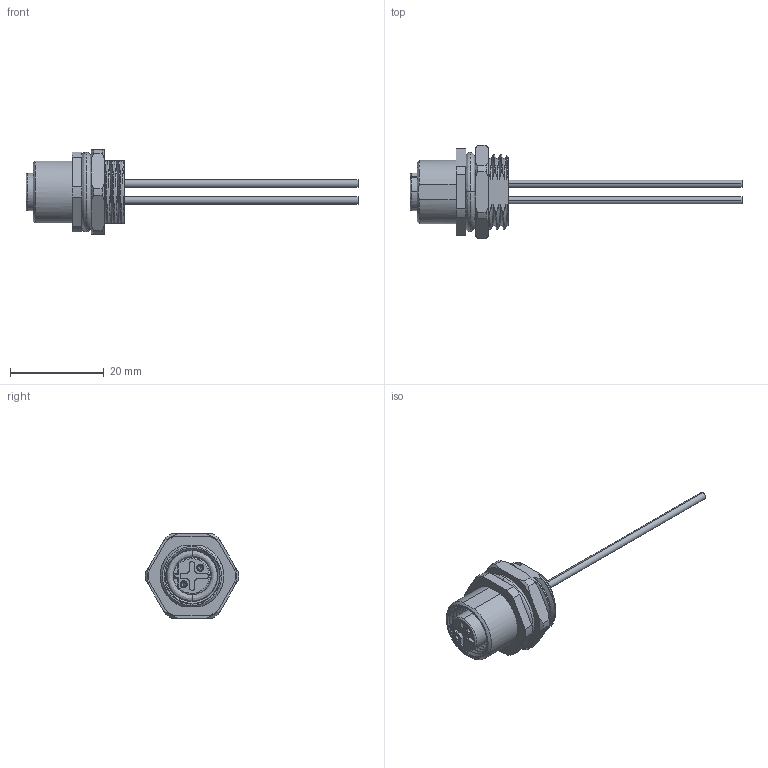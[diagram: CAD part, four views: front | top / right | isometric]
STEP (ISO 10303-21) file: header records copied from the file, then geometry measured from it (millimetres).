
FILE_DESCRIPTION (( 'STEP AP203' ), '1' );
FILE_NAME ('FCR3M12-SB03SSD0002-00.STEP', '2024-08-11T13:03:36', ( '°ü' ), ( '' ), 'SwSTEP 2.0', 'SolidWorks 2023', '' );
FILE_SCHEMA (( 'CONFIG_CONTROL_DESIGN' ));
Length unit declared in the file: millimetre
Products named in the file (1): FCR3M12-SB03SSD0002-00
Bounding box: 71 x 19.99 x 18 mm (x, y, z)
Volume: 3445.6 mm3; surface area: 4108 mm2
Topology: 3 solids, 10 shells, 290 faces, 817 edges, 545 vertices
Faces by surface type: cylinder 110, plane 92, bspline 49, cone 39
Entity records: 21246 total; most frequent: CARTESIAN_POINT 14603, ORIENTED_EDGE 1622, DIRECTION 982, EDGE_CURVE 811, VERTEX_POINT 545, B_SPLINE_CURVE_WITH_KNOTS 375, AXIS2_PLACEMENT_3D 342, EDGE_LOOP 320
